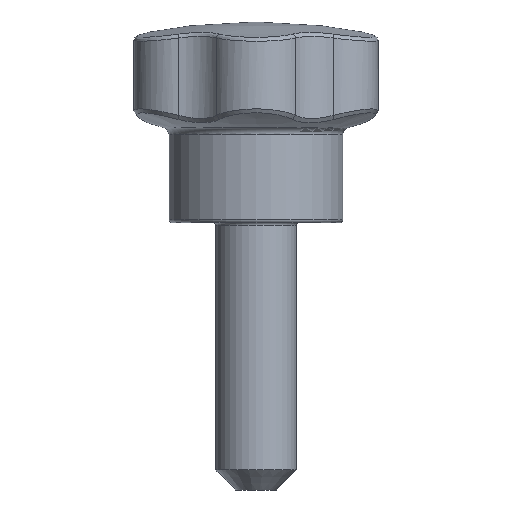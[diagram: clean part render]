
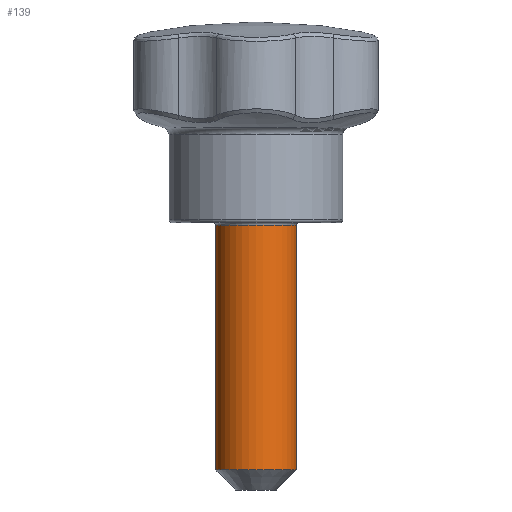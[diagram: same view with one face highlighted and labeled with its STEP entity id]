
A CAD part, front view. The second image highlights one B-rep face of the part: STEP entity #139.
In plain terms, the highlighted cylindrical face has radius 3 mm (diameter 6 mm), a full revolution.
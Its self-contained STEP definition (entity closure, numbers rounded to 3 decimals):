
#139 = ADVANCED_FACE( '', ( #292, #293 ), #294, .T. );
#292 = FACE_OUTER_BOUND( '', #1789, .T. );
#293 = FACE_OUTER_BOUND( '', #1790, .T. );
#294 = CYLINDRICAL_SURFACE( '', #1791, 3. );
#1789 = EDGE_LOOP( '', ( #2592 ) );
#1790 = EDGE_LOOP( '', ( #2593 ) );
#1791 = AXIS2_PLACEMENT_3D( '', #2594, #2595, #2596 );
#2592 = ORIENTED_EDGE( '', *, *, #2748, .T. );
#2593 = ORIENTED_EDGE( '', *, *, #2814, .T. );
#2594 = CARTESIAN_POINT( '', ( 0., 0., -77. ) );
#2595 = DIRECTION( '', ( 0., 0., -1. ) );
#2596 = DIRECTION( '', ( 1., 0., 0. ) );
#2748 = EDGE_CURVE( '', #2927, #2927, #2928, .F. );
#2814 = EDGE_CURVE( '', #3014, #3014, #3015, .T. );
#2927 = VERTEX_POINT( '', #3844 );
#2928 = CIRCLE( '', #3845, 3. );
#3014 = VERTEX_POINT( '', #4711 );
#3015 = CIRCLE( '', #4712, 3. );
#3844 = CARTESIAN_POINT( '', ( 3., 0., -0.2 ) );
#3845 = AXIS2_PLACEMENT_3D( '', #4872, #4873, #4874 );
#4711 = CARTESIAN_POINT( '', ( 3., 0., -18.5 ) );
#4712 = AXIS2_PLACEMENT_3D( '', #4903, #4904, #4905 );
#4872 = CARTESIAN_POINT( '', ( 0., 0., -0.2 ) );
#4873 = DIRECTION( '', ( 0., 0., 1. ) );
#4874 = DIRECTION( '', ( 1., 0., 0. ) );
#4903 = CARTESIAN_POINT( '', ( 0., 0., -18.5 ) );
#4904 = DIRECTION( '', ( 0., 0., 1. ) );
#4905 = DIRECTION( '', ( 1., 0., 0. ) );
